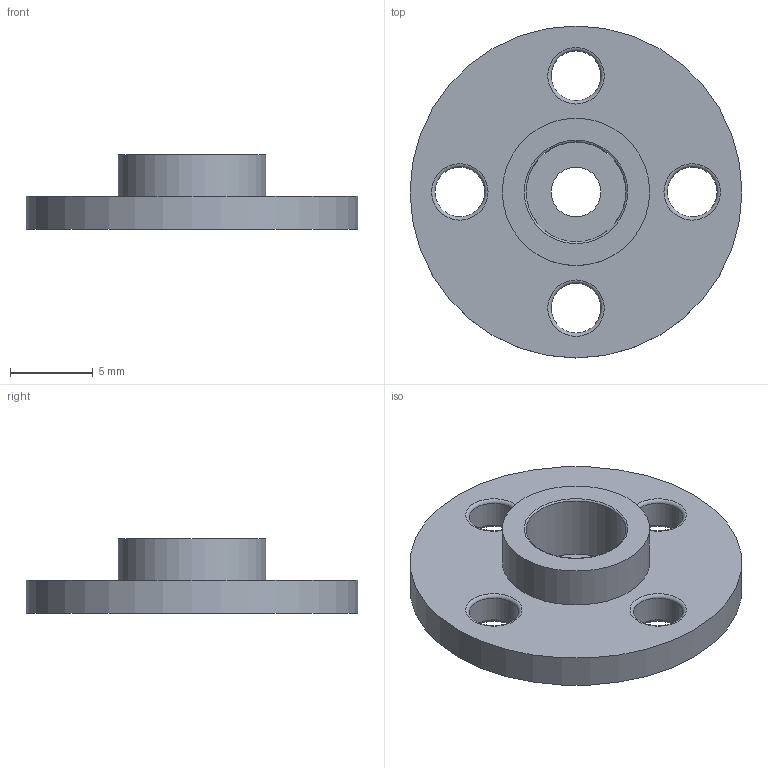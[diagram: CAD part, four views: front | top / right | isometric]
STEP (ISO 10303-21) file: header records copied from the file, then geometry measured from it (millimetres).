
FILE_DESCRIPTION(/* description */ (''),/* implementation_level */ '2;1');
FILE_NAME(/* name */ 'SR319-SERVO-ROTOR.stp',/* time_stamp */ '2018-06-17T16:02:58-07:00',/* author */ (''),/* organization */ (''),/* preprocessor_version */ 'ST-DEVELOPER v14.6',/* originating_system */ '',/* authorisation */ '');
FILE_SCHEMA (('AUTOMOTIVE_DESIGN { 1 2 10303 214 1 1 1 1 }'));
Length unit declared in the file: centimetre
Products named in the file (1): 1234-K789
Bounding box: 20 x 20 x 4.5 mm (x, y, z)
Volume: 607.6 mm3; surface area: 920.1 mm2
Topology: 2 solids, 2 shells, 23 faces, 45 edges, 27 vertices
Faces by surface type: torus 9, cylinder 9, plane 5
Full cylindrical faces by diameter (mm): 3 x5, 6 x1, 6.04 x1, 8.88 x1, 20 x1
Entity records: 537 total; most frequent: DIRECTION 102, CARTESIAN_POINT 78, EDGE_LOOP 54, ORIENTED_EDGE 54, AXIS2_PLACEMENT_3D 51, FACE_BOUND 35, CIRCLE 27, VERTEX_POINT 27
